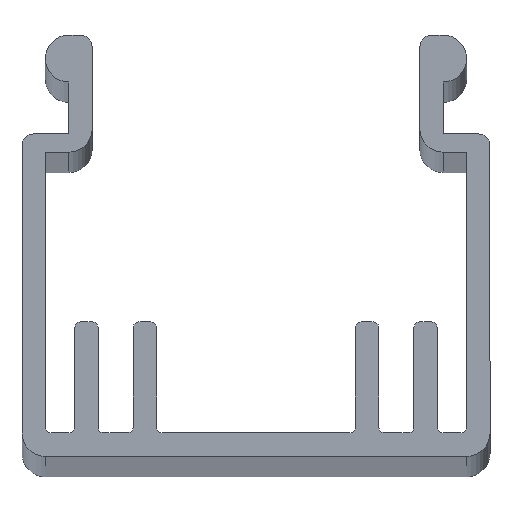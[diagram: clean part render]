
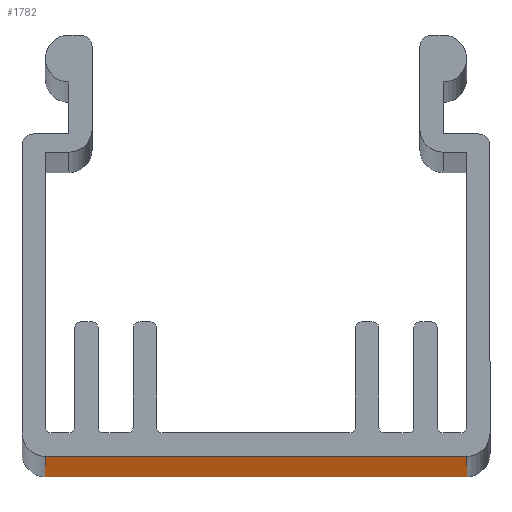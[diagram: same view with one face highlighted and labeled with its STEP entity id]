
A CAD part, top view. The second image highlights one B-rep face of the part: STEP entity #1782.
In plain terms, the highlighted planar face has unit normal (0, -1, 0).
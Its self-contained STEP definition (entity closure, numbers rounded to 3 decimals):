
#1020=CARTESIAN_POINT('',(2.0,0.0,1000.0));
#1021=VERTEX_POINT('',#1020);
#1029=CARTESIAN_POINT('',(38.0,0.0,1000.0));
#1030=VERTEX_POINT('',#1029);
#1031=CARTESIAN_POINT('',(2.0,0.0,1000.0));
#1032=DIRECTION('',(1.0,0.0,0.0));
#1033=VECTOR('',#1032,36.0);
#1034=LINE('',#1031,#1033);
#1035=EDGE_CURVE('',#1021,#1030,#1034,.T.);
#1741=CARTESIAN_POINT('',(2.0,0.0,0.0));
#1742=VERTEX_POINT('',#1741);
#1750=CARTESIAN_POINT('',(2.0,0.0,0.0));
#1751=DIRECTION('',(0.0,0.0,1.0));
#1752=VECTOR('',#1751,1000.0);
#1753=LINE('',#1750,#1752);
#1754=EDGE_CURVE('',#1742,#1021,#1753,.T.);
#1759=CARTESIAN_POINT('',(0.0,0.0,0.0));
#1760=DIRECTION('',(0.0,-1.0,0.0));
#1761=DIRECTION('',(1.0,0.0,0.0));
#1762=AXIS2_PLACEMENT_3D('',#1759,#1760,#1761);
#1763=PLANE('',#1762);
#1764=ORIENTED_EDGE('',*,*,#1754,.F.);
#1765=CARTESIAN_POINT('',(38.0,0.0,0.0));
#1766=VERTEX_POINT('',#1765);
#1767=CARTESIAN_POINT('',(2.0,0.0,0.0));
#1768=DIRECTION('',(1.0,0.0,0.0));
#1769=VECTOR('',#1768,36.0);
#1770=LINE('',#1767,#1769);
#1771=EDGE_CURVE('',#1742,#1766,#1770,.T.);
#1772=ORIENTED_EDGE('',*,*,#1771,.T.);
#1773=CARTESIAN_POINT('',(38.0,0.0,1000.0));
#1774=DIRECTION('',(0.0,0.0,-1.0));
#1775=VECTOR('',#1774,1000.0);
#1776=LINE('',#1773,#1775);
#1777=EDGE_CURVE('',#1030,#1766,#1776,.T.);
#1778=ORIENTED_EDGE('',*,*,#1777,.F.);
#1779=ORIENTED_EDGE('',*,*,#1035,.F.);
#1780=EDGE_LOOP('',(#1764,#1772,#1778,#1779));
#1781=FACE_OUTER_BOUND('',#1780,.T.);
#1782=ADVANCED_FACE('',(#1781),#1763,.T.);
